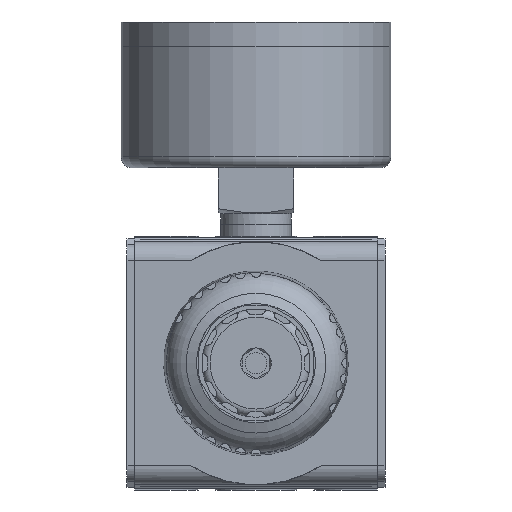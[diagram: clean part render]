
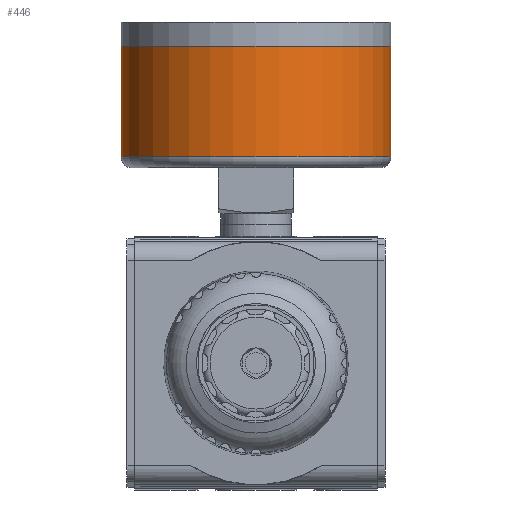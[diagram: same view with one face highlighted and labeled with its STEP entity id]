
A CAD part, front view. The second image highlights one B-rep face of the part: STEP entity #446.
In plain terms, the highlighted cylindrical face has radius 25 mm (diameter 50 mm), a full revolution.
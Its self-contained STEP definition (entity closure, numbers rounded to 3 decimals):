
#446 = ADVANCED_FACE( '', ( #1213, #1214 ), #1215, .T. );
#1213 = FACE_OUTER_BOUND( '', #2216, .T. );
#1214 = FACE_OUTER_BOUND( '', #2217, .T. );
#1215 = CYLINDRICAL_SURFACE( '', #2218, 25. );
#2216 = EDGE_LOOP( '', ( #4520 ) );
#2217 = EDGE_LOOP( '', ( #4521 ) );
#2218 = AXIS2_PLACEMENT_3D( '', #4522, #4523, #4524 );
#4520 = ORIENTED_EDGE( '', *, *, #6911, .F. );
#4521 = ORIENTED_EDGE( '', *, *, #6912, .T. );
#4522 = CARTESIAN_POINT( '', ( 0., 0., 15.5 ) );
#4523 = DIRECTION( '', ( 0., 0., 1. ) );
#4524 = DIRECTION( '', ( -1., 0., 0. ) );
#6911 = EDGE_CURVE( '', #8465, #8465, #8466, .T. );
#6912 = EDGE_CURVE( '', #8467, #8467, #8468, .T. );
#8465 = VERTEX_POINT( '', #10963 );
#8466 = CIRCLE( '', #10964, 25. );
#8467 = VERTEX_POINT( '', #10965 );
#8468 = CIRCLE( '', #10966, 25. );
#10963 = CARTESIAN_POINT( '', ( -25., 0., 17.5 ) );
#10964 = AXIS2_PLACEMENT_3D( '', #14580, #14581, #14582 );
#10965 = CARTESIAN_POINT( '', ( -25., 0., 37.98 ) );
#10966 = AXIS2_PLACEMENT_3D( '', #14583, #14584, #14585 );
#14580 = CARTESIAN_POINT( '', ( 0., 0., 17.5 ) );
#14581 = DIRECTION( '', ( 0., 0., -1. ) );
#14582 = DIRECTION( '', ( -1., 0., 0. ) );
#14583 = CARTESIAN_POINT( '', ( 0., 0., 37.98 ) );
#14584 = DIRECTION( '', ( 0., 0., -1. ) );
#14585 = DIRECTION( '', ( -1., 0., 0. ) );
